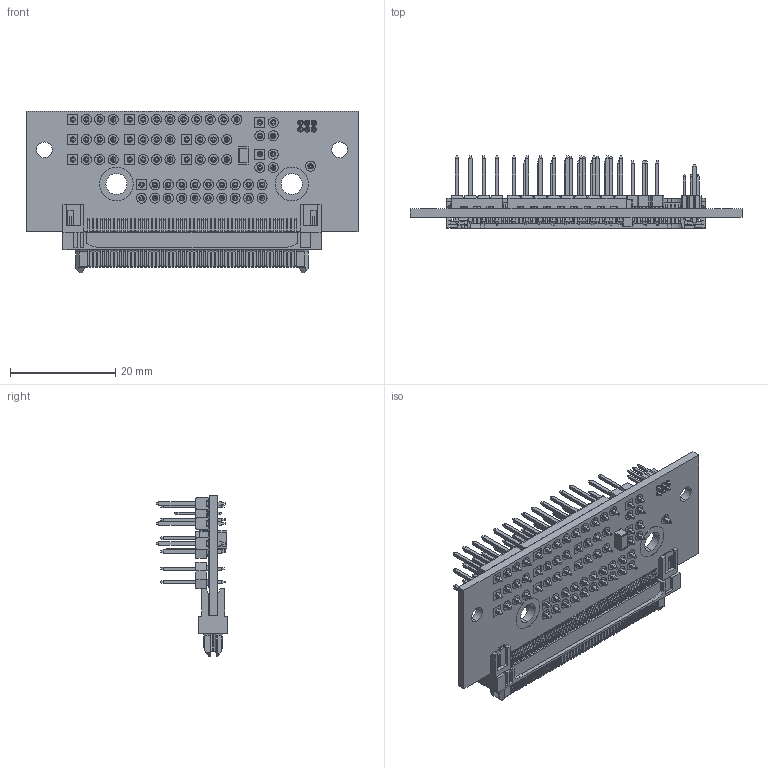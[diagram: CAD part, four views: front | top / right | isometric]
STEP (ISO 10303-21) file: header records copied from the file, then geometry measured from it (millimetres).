
FILE_DESCRIPTION (( 'STEP AP214' ), '1' );
FILE_NAME ('R3 Reader Assy_012820_3D.STEP', '2020-01-28T16:47:22', ( '' ), ( '' ), 'SwSTEP 2.0', 'SolidWorks 2016', '' );
FILE_SCHEMA (( 'AUTOMOTIVE_DESIGN' ));
Length unit declared in the file: inch
Products named in the file (22): R3 Reader Assy_012820_3D; hdr-2x10t_2.54x2.54_25x5_7; hdr-2x2t_2.54x2.54_25x5; hdr-1x9t_2.54_23x2; HEADER 1x1 Pitch 2_54x2_54; Header .05 x 6; hdr-2x10t_2.54x2.54_25x5_3; hdr-2x10t_2.54x2.54_25x5; hdr-2x10t_2.54x2.54_25x5_9; hdr-2x10t_2.54x2.54_25x5_10; hdr-2x10t_2.54x2.54_25x5_8; R3 Reader; hdr-1x4t_2.54_10x2; hdr-2x10t_2.54x2.54_25x5_4; hdr-2x10t_2.54x2.54_25x5_5; User Library-Chip Capacitor2_CAPC1608X86N EIA 0603; hdr-2x10t_2.54x2.54_25x5_2; ERM8-050-01-X-D-EM2; hdr-2x10t_2.54x2.54_25x5_6
Assembly tree (31 placements, depth 3):
  R3 Reader Assy_012820_3D
    R3 Reader
    ERM8-050-01-X-D-EM2
    Header .05 x 6
    User Library-Chip Capacitor2_CAPC1608X86N EIA 0603  x2
    HEADER 1x1 Pitch 2_54x2_54
    hdr-1x4t_2.54_10x2  x3
      hdr-1x4t_2.54_10x2
    hdr-1x4t_2.54_10x2  x4
    hdr-1x9t_2.54_23x2
      hdr-1x9t_2.54_23x2
    hdr-2x10t_2.54x2.54_25x5
      hdr-2x10t_2.54x2.54_25x5_6
      hdr-2x10t_2.54x2.54_25x5_3
      hdr-2x10t_2.54x2.54_25x5_5
      hdr-2x10t_2.54x2.54_25x5
      hdr-2x10t_2.54x2.54_25x5_10
      hdr-2x10t_2.54x2.54_25x5_7
      hdr-2x10t_2.54x2.54_25x5_8
      hdr-2x10t_2.54x2.54_25x5_4
      hdr-2x10t_2.54x2.54_25x5_9
      hdr-2x10t_2.54x2.54_25x5_2
    hdr-2x2t_2.54x2.54_25x5  x2
      hdr-2x10t_2.54x2.54_25x5_9
      hdr-2x10t_2.54x2.54_25x5_2
Bounding box: 62.99 x 13.63 x 30.71 mm (x, y, z)
Volume: 3291.3 mm3; surface area: 11255.2 mm2
Topology: 10 solids, 37 shells, 7798 faces, 21818 edges, 13868 vertices
Faces by surface type: plane 5835, cylinder 1935, sphere 20, bspline 8
Entity records: 254697 total; most frequent: CARTESIAN_POINT 37796, ORIENTED_EDGE 37644, DIRECTION 36102, EDGE_CURVE 18822, VECTOR 14590, LINE 14590, VERTEX_POINT 12040, AXIS2_PLACEMENT_3D 10756
